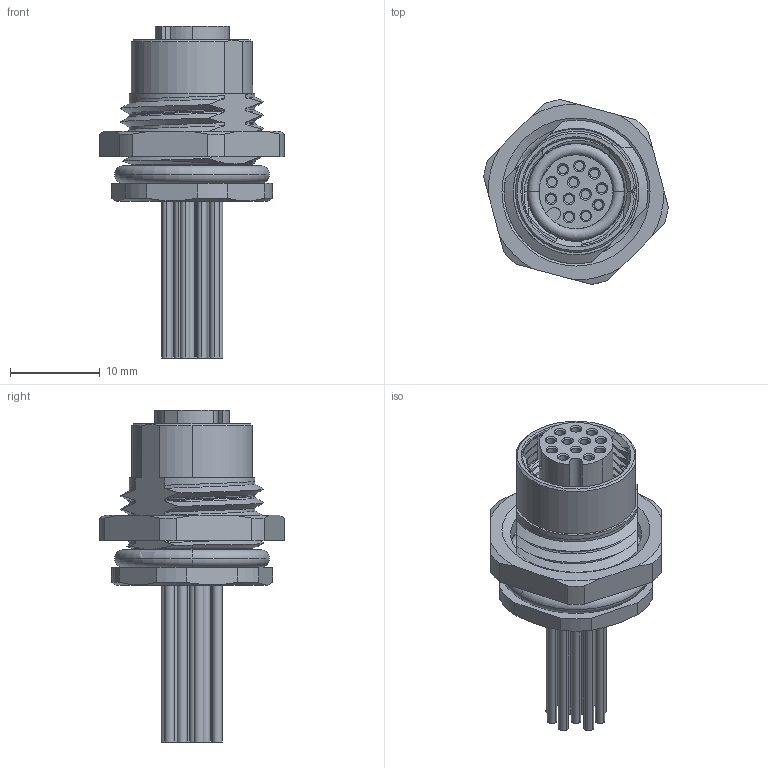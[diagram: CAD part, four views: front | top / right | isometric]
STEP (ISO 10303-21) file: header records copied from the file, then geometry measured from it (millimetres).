
FILE_DESCRIPTION(('HOOPS Exchange Step'),'2;1');
FILE_NAME('export-4509DDA2-176A-4D7A-8AE9-0864B29D2D50.stp','2021-02-04T12:43:31+01:00',('Engineering'),('Alibre'),'HOOPS Exchange 2020.1','Alibre','Unknown authorisation');
FILE_SCHEMA( ('AP242_MANAGED_MODEL_BASED_3D_ENGINEERING_MIM_LF {1 0 10303 442 1 1 4 }') );
Length unit declared in the file: millimetre
Products named in the file (1): 5458 M12 12 Pole Panel Mount FEMALE with 50cm wiring
Bounding box: 20.61 x 20.61 x 37 mm (x, y, z)
Volume: 3265.2 mm3; surface area: 3688.2 mm2
Topology: 1 solids, 1 shells, 392 faces, 1024 edges, 656 vertices
Faces by surface type: cylinder 144, plane 105, bspline 81, cone 51, torus 11
Entity records: 27102 total; most frequent: CARTESIAN_POINT 18201, ORIENTED_EDGE 2040, DIRECTION 1570, EDGE_CURVE 1020, VERTEX_POINT 656, AXIS2_PLACEMENT_3D 629, EDGE_LOOP 426, FACE_BOUND 426
